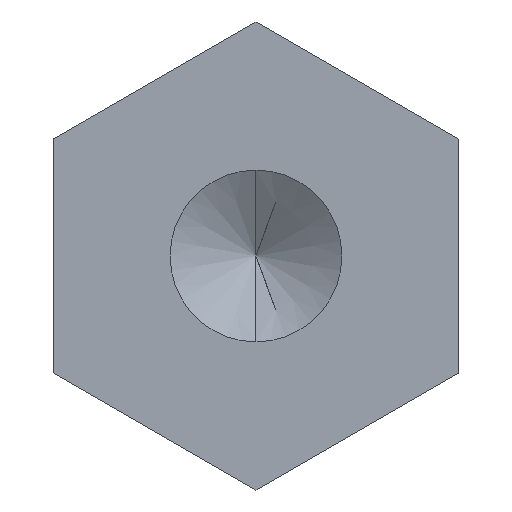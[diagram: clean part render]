
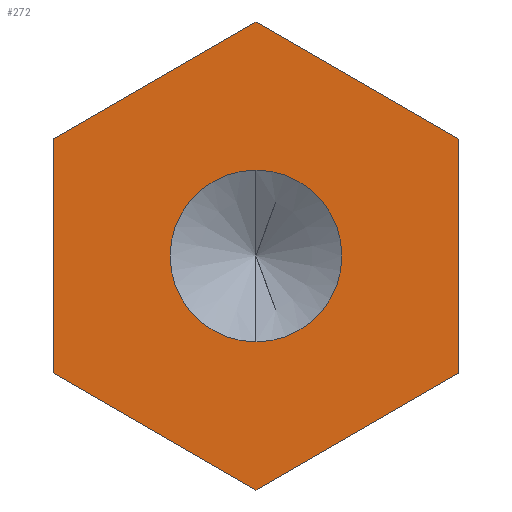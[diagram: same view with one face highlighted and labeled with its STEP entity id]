
A CAD part, left-side view. The second image highlights one B-rep face of the part: STEP entity #272.
In plain terms, the highlighted planar face has unit normal (-1, 0, 0).
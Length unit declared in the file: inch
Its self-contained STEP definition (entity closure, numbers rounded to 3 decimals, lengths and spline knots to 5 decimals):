
#10 = VECTOR ( 'NONE', #95, 39.37008 ) ;
#11 = DIRECTION ( 'NONE',  ( -1., 0., 0. ) ) ;
#17 = EDGE_LOOP ( 'NONE', ( #475, #332, #283, #410, #378, #423 ) ) ;
#20 = EDGE_CURVE ( 'NONE', #98, #246, #154, .T. ) ;
#56 = CIRCLE ( 'NONE', #321, 0.0795 ) ;
#58 = VERTEX_POINT ( 'NONE', #121 ) ;
#62 = CARTESIAN_POINT ( 'NONE',  ( -2., -0.1875, 0.10825 ) ) ;
#77 = EDGE_CURVE ( 'NONE', #286, #506, #56, .T. ) ;
#87 = DIRECTION ( 'NONE',  ( 1., 0., 0. ) ) ;
#95 = DIRECTION ( 'NONE',  ( 0., 0., -1. ) ) ;
#97 = DIRECTION ( 'NONE',  ( 0., -0.866, -0.5 ) ) ;
#98 = VERTEX_POINT ( 'NONE', #511 ) ;
#117 = LINE ( 'NONE', #355, #348 ) ;
#118 = EDGE_CURVE ( 'NONE', #372, #98, #117, .T. ) ;
#121 = CARTESIAN_POINT ( 'NONE',  ( -2., 0., 0.21651 ) ) ;
#125 = PLANE ( 'NONE',  #143 ) ;
#135 = AXIS2_PLACEMENT_3D ( 'NONE', #248, #11, #480 ) ;
#136 = LINE ( 'NONE', #174, #492 ) ;
#143 = AXIS2_PLACEMENT_3D ( 'NONE', #444, #87, #242 ) ;
#154 = LINE ( 'NONE', #392, #257 ) ;
#157 = CARTESIAN_POINT ( 'NONE',  ( -2., 0., 0.0795 ) ) ;
#162 = FACE_BOUND ( 'NONE', #366, .T. ) ;
#163 = VECTOR ( 'NONE', #465, 39.37008 ) ;
#174 = CARTESIAN_POINT ( 'NONE',  ( -2., 0.1875, -0.10825 ) ) ;
#181 = CARTESIAN_POINT ( 'NONE',  ( -2., -0.1875, -0.10825 ) ) ;
#183 = CARTESIAN_POINT ( 'NONE',  ( -2., 0.1875, 0.10825 ) ) ;
#192 = EDGE_CURVE ( 'NONE', #246, #432, #136, .T. ) ;
#196 = CARTESIAN_POINT ( 'NONE',  ( -2., 0., 0. ) ) ;
#235 = EDGE_CURVE ( 'NONE', #506, #286, #433, .T. ) ;
#242 = DIRECTION ( 'NONE',  ( 0., 0., -1. ) ) ;
#245 = DIRECTION ( 'NONE',  ( 0., 0., 1. ) ) ;
#246 = VERTEX_POINT ( 'NONE', #324 ) ;
#248 = CARTESIAN_POINT ( 'NONE',  ( -2., 0., 0. ) ) ;
#257 = VECTOR ( 'NONE', #469, 39.37008 ) ;
#269 = DIRECTION ( 'NONE',  ( 0., 0.866, -0.5 ) ) ;
#272 = ADVANCED_FACE ( 'NONE', ( #162, #446 ), #125, .F. ) ;
#283 = ORIENTED_EDGE ( 'NONE', *, *, #447, .F. ) ;
#286 = VERTEX_POINT ( 'NONE', #501 ) ;
#314 = DIRECTION ( 'NONE',  ( 0., 0., 1. ) ) ;
#321 = AXIS2_PLACEMENT_3D ( 'NONE', #196, #386, #314 ) ;
#324 = CARTESIAN_POINT ( 'NONE',  ( -2., 0.1875, -0.10825 ) ) ;
#332 = ORIENTED_EDGE ( 'NONE', *, *, #400, .F. ) ;
#348 = VECTOR ( 'NONE', #269, 39.37008 ) ;
#354 = CARTESIAN_POINT ( 'NONE',  ( -2., 0.1875, 0.10825 ) ) ;
#355 = CARTESIAN_POINT ( 'NONE',  ( -2., -0.1875, -0.10825 ) ) ;
#366 = EDGE_LOOP ( 'NONE', ( #368, #497 ) ) ;
#368 = ORIENTED_EDGE ( 'NONE', *, *, #235, .F. ) ;
#372 = VERTEX_POINT ( 'NONE', #181 ) ;
#377 = LINE ( 'NONE', #62, #10 ) ;
#378 = ORIENTED_EDGE ( 'NONE', *, *, #192, .F. ) ;
#386 = DIRECTION ( 'NONE',  ( -1., 0., 0. ) ) ;
#392 = CARTESIAN_POINT ( 'NONE',  ( -2., 0., -0.21651 ) ) ;
#400 = EDGE_CURVE ( 'NONE', #460, #372, #377, .T. ) ;
#410 = ORIENTED_EDGE ( 'NONE', *, *, #504, .F. ) ;
#423 = ORIENTED_EDGE ( 'NONE', *, *, #20, .F. ) ;
#432 = VERTEX_POINT ( 'NONE', #183 ) ;
#433 = CIRCLE ( 'NONE', #135, 0.0795 ) ;
#436 = LINE ( 'NONE', #354, #163 ) ;
#444 = CARTESIAN_POINT ( 'NONE',  ( -2., 0., 0. ) ) ;
#446 = FACE_OUTER_BOUND ( 'NONE', #17, .T. ) ;
#447 = EDGE_CURVE ( 'NONE', #58, #460, #505, .T. ) ;
#456 = CARTESIAN_POINT ( 'NONE',  ( -2., 0., 0.21651 ) ) ;
#460 = VERTEX_POINT ( 'NONE', #471 ) ;
#465 = DIRECTION ( 'NONE',  ( 0., -0.866, 0.5 ) ) ;
#469 = DIRECTION ( 'NONE',  ( 0., 0.866, 0.5 ) ) ;
#471 = CARTESIAN_POINT ( 'NONE',  ( -2., -0.1875, 0.10825 ) ) ;
#475 = ORIENTED_EDGE ( 'NONE', *, *, #118, .F. ) ;
#480 = DIRECTION ( 'NONE',  ( 0., 0., 1. ) ) ;
#488 = VECTOR ( 'NONE', #97, 39.37008 ) ;
#492 = VECTOR ( 'NONE', #245, 39.37008 ) ;
#497 = ORIENTED_EDGE ( 'NONE', *, *, #77, .F. ) ;
#501 = CARTESIAN_POINT ( 'NONE',  ( -2., 0., -0.0795 ) ) ;
#504 = EDGE_CURVE ( 'NONE', #432, #58, #436, .T. ) ;
#505 = LINE ( 'NONE', #456, #488 ) ;
#506 = VERTEX_POINT ( 'NONE', #157 ) ;
#511 = CARTESIAN_POINT ( 'NONE',  ( -2., 0., -0.21651 ) ) ;
